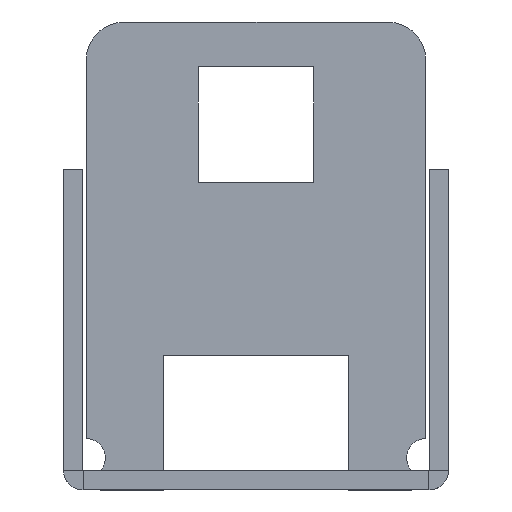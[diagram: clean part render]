
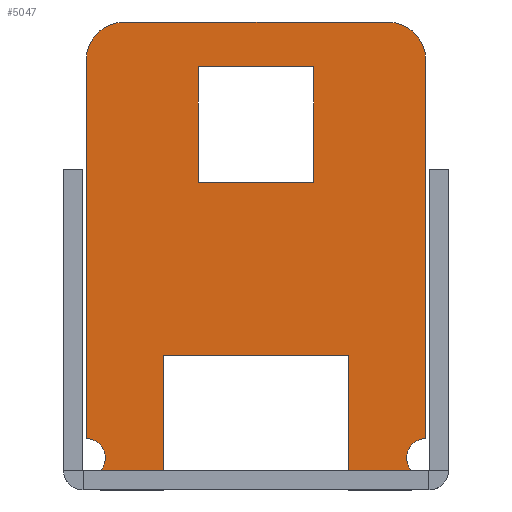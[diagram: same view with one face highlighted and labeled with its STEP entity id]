
A CAD part, left-side view. The second image highlights one B-rep face of the part: STEP entity #5047.
In plain terms, the highlighted planar face has unit normal (-1, 0, 0).
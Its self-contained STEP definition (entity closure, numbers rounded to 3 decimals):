
#190 = FACE_BOUND ( 'NONE', #2718, .T. ) ;
#368 = FACE_OUTER_BOUND ( 'NONE', #3052, .T. ) ;
#423 = CIRCLE ( 'NONE', #4833, 3. ) ;
#425 = VECTOR ( 'NONE', #1639, 1000. ) ;
#452 = VECTOR ( 'NONE', #1577, 1000. ) ;
#453 = LINE ( 'NONE', #1625, #679 ) ;
#465 = VECTOR ( 'NONE', #1564, 1000. ) ;
#466 = LINE ( 'NONE', #1603, #626 ) ;
#477 = CIRCLE ( 'NONE', #4829, 1.5 ) ;
#488 = LINE ( 'NONE', #1640, #425 ) ;
#518 = VECTOR ( 'NONE', #1591, 1000. ) ;
#519 = VECTOR ( 'NONE', #1614, 1000. ) ;
#528 = VECTOR ( 'NONE', #1562, 1000. ) ;
#531 = LINE ( 'NONE', #1615, #519 ) ;
#544 = LINE ( 'NONE', #1563, #528 ) ;
#548 = LINE ( 'NONE', #1565, #465 ) ;
#560 = CIRCLE ( 'NONE', #4831, 1.5 ) ;
#562 = LINE ( 'NONE', #1578, #452 ) ;
#577 = VECTOR ( 'NONE', #1596, 1000. ) ;
#578 = VECTOR ( 'NONE', #1626, 1000. ) ;
#589 = LINE ( 'NONE', #1630, #578 ) ;
#613 = LINE ( 'NONE', #1595, #518 ) ;
#626 = VECTOR ( 'NONE', #1600, 1000. ) ;
#637 = VECTOR ( 'NONE', #1573, 1000. ) ;
#651 = LINE ( 'NONE', #1574, #637 ) ;
#664 = VECTOR ( 'NONE', #1575, 1000. ) ;
#665 = LINE ( 'NONE', #1601, #577 ) ;
#678 = LINE ( 'NONE', #1576, #664 ) ;
#679 = VECTOR ( 'NONE', #1604, 1000. ) ;
#682 = CIRCLE ( 'NONE', #4820, 3. ) ;
#970 = CARTESIAN_POINT ( 'NONE',  ( 96.25, 4.5, 24. ) ) ;
#973 = CARTESIAN_POINT ( 'NONE',  ( 96.25, -4.5, 24. ) ) ;
#1196 = CARTESIAN_POINT ( 'NONE',  ( 96.25, 12.127, 1.51 ) ) ;
#1200 = CARTESIAN_POINT ( 'NONE',  ( 96.25, 13.25, 4.004 ) ) ;
#1210 = CARTESIAN_POINT ( 'NONE',  ( 96.25, 13.25, 33.5 ) ) ;
#1218 = CARTESIAN_POINT ( 'NONE',  ( 96.25, -7.25, 10.5 ) ) ;
#1219 = CARTESIAN_POINT ( 'NONE',  ( 96.25, -13.25, 4.004 ) ) ;
#1222 = CARTESIAN_POINT ( 'NONE',  ( 96.25, 4.5, 33. ) ) ;
#1225 = CARTESIAN_POINT ( 'NONE',  ( 96.25, 10.25, 36.5 ) ) ;
#1227 = CARTESIAN_POINT ( 'NONE',  ( 96.25, 7.25, 10.5 ) ) ;
#1233 = CARTESIAN_POINT ( 'NONE',  ( 96.25, 7.25, 1.51 ) ) ;
#1235 = CARTESIAN_POINT ( 'NONE',  ( 96.25, -12.127, 1.51 ) ) ;
#1236 = CARTESIAN_POINT ( 'NONE',  ( 96.25, -7.25, 1.51 ) ) ;
#1241 = CARTESIAN_POINT ( 'NONE',  ( 96.25, -4.5, 33. ) ) ;
#1246 = CARTESIAN_POINT ( 'NONE',  ( 96.25, -13.25, 33.5 ) ) ;
#1250 = CARTESIAN_POINT ( 'NONE',  ( 96.25, -10.25, 36.5 ) ) ;
#1560 = DIRECTION ( 'NONE',  ( 0., 0., -1. ) ) ;
#1561 = DIRECTION ( 'NONE',  ( -1., 0., 0. ) ) ;
#1562 = DIRECTION ( 'NONE',  ( 0., 0., 1. ) ) ;
#1563 = CARTESIAN_POINT ( 'NONE',  ( 96.25, -7.25, -15.5 ) ) ;
#1564 = DIRECTION ( 'NONE',  ( 0., 0., -1. ) ) ;
#1565 = CARTESIAN_POINT ( 'NONE',  ( 96.25, 7.25, -15.5 ) ) ;
#1566 = DIRECTION ( 'NONE',  ( 0., 0., 1. ) ) ;
#1567 = DIRECTION ( 'NONE',  ( -1., 0., 0. ) ) ;
#1569 = CARTESIAN_POINT ( 'NONE',  ( 96.25, 13.25, 2.504 ) ) ;
#1572 = CARTESIAN_POINT ( 'NONE',  ( 96.25, -13.25, 2.504 ) ) ;
#1573 = DIRECTION ( 'NONE',  ( 0., 0., 1. ) ) ;
#1574 = CARTESIAN_POINT ( 'NONE',  ( 96.25, 4.5, 33. ) ) ;
#1575 = DIRECTION ( 'NONE',  ( 0., -1., 0. ) ) ;
#1576 = CARTESIAN_POINT ( 'NONE',  ( 96.25, 4.5, 33. ) ) ;
#1577 = DIRECTION ( 'NONE',  ( 0., 0., -1. ) ) ;
#1578 = CARTESIAN_POINT ( 'NONE',  ( 96.25, -4.5, 33. ) ) ;
#1579 = DIRECTION ( 'NONE',  ( 0., 0., 1. ) ) ;
#1580 = DIRECTION ( 'NONE',  ( -1., 0., 0. ) ) ;
#1581 = CARTESIAN_POINT ( 'NONE',  ( 96.25, -10.25, 33.5 ) ) ;
#1587 = DIRECTION ( 'NONE',  ( 0., 0., 1. ) ) ;
#1588 = DIRECTION ( 'NONE',  ( -1., 0., 0. ) ) ;
#1591 = DIRECTION ( 'NONE',  ( 0., -1., 0. ) ) ;
#1592 = CARTESIAN_POINT ( 'NONE',  ( 96.25, 10.25, 33.5 ) ) ;
#1595 = CARTESIAN_POINT ( 'NONE',  ( 96.25, -13.25, 36.5 ) ) ;
#1596 = DIRECTION ( 'NONE',  ( 0., 1., 0. ) ) ;
#1600 = DIRECTION ( 'NONE',  ( 0., 0., 1. ) ) ;
#1601 = CARTESIAN_POINT ( 'NONE',  ( 96.25, 4.5, 24. ) ) ;
#1603 = CARTESIAN_POINT ( 'NONE',  ( 96.25, 13.25, 36.5 ) ) ;
#1604 = DIRECTION ( 'NONE',  ( 0., 0., -1. ) ) ;
#1614 = DIRECTION ( 'NONE',  ( 0., 1., 0. ) ) ;
#1615 = CARTESIAN_POINT ( 'NONE',  ( 96.25, -13.25, 1.51 ) ) ;
#1625 = CARTESIAN_POINT ( 'NONE',  ( 96.25, -13.25, 1.5 ) ) ;
#1626 = DIRECTION ( 'NONE',  ( 0., 1., 0. ) ) ;
#1630 = CARTESIAN_POINT ( 'NONE',  ( 96.25, 7.25, 10.5 ) ) ;
#1639 = DIRECTION ( 'NONE',  ( 0., 1., 0. ) ) ;
#1640 = CARTESIAN_POINT ( 'NONE',  ( 96.25, -13.25, 1.51 ) ) ;
#1948 = DIRECTION ( 'NONE',  ( 0., 0., 1. ) ) ;
#1949 = DIRECTION ( 'NONE',  ( -1., 0., 0. ) ) ;
#1952 = PLANE ( 'NONE',  #4723 ) ;
#1953 = CARTESIAN_POINT ( 'NONE',  ( 96.25, 13.25, 1.5 ) ) ;
#2387 = EDGE_CURVE ( 'NONE', #4089, #4117, #488, .T. ) ;
#2392 = EDGE_CURVE ( 'NONE', #4102, #4094, #589, .T. ) ;
#2397 = EDGE_CURVE ( 'NONE', #4087, #4086, #531, .T. ) ;
#2402 = EDGE_CURVE ( 'NONE', #4078, #4101, #453, .T. ) ;
#2404 = EDGE_CURVE ( 'NONE', #4113, #4109, #466, .T. ) ;
#2406 = EDGE_CURVE ( 'NONE', #4119, #4118, #665, .T. ) ;
#2408 = EDGE_CURVE ( 'NONE', #4095, #4074, #613, .T. ) ;
#2410 = EDGE_CURVE ( 'NONE', #4095, #4109, #423, .T. ) ;
#2414 = EDGE_CURVE ( 'NONE', #4078, #4074, #682, .T. ) ;
#2415 = EDGE_CURVE ( 'NONE', #4082, #4119, #562, .T. ) ;
#2416 = EDGE_CURVE ( 'NONE', #4098, #4082, #678, .T. ) ;
#2417 = EDGE_CURVE ( 'NONE', #4118, #4098, #651, .T. ) ;
#2419 = EDGE_CURVE ( 'NONE', #4117, #4113, #560, .T. ) ;
#2420 = EDGE_CURVE ( 'NONE', #4094, #4089, #548, .T. ) ;
#2421 = EDGE_CURVE ( 'NONE', #4086, #4102, #544, .T. ) ;
#2422 = EDGE_CURVE ( 'NONE', #4101, #4087, #477, .T. ) ;
#2568 = ORIENTED_EDGE ( 'NONE', *, *, #2397, .F. ) ;
#2601 = ORIENTED_EDGE ( 'NONE', *, *, #2404, .F. ) ;
#2613 = ORIENTED_EDGE ( 'NONE', *, *, #2416, .T. ) ;
#2657 = ORIENTED_EDGE ( 'NONE', *, *, #2392, .F. ) ;
#2669 = ORIENTED_EDGE ( 'NONE', *, *, #2402, .F. ) ;
#2718 = EDGE_LOOP ( 'NONE', ( #2613, #3263, #3059, #3335 ) ) ;
#2797 = ORIENTED_EDGE ( 'NONE', *, *, #2421, .F. ) ;
#2810 = ORIENTED_EDGE ( 'NONE', *, *, #2414, .T. ) ;
#2891 = ORIENTED_EDGE ( 'NONE', *, *, #2408, .F. ) ;
#2939 = ORIENTED_EDGE ( 'NONE', *, *, #2410, .T. ) ;
#2963 = ORIENTED_EDGE ( 'NONE', *, *, #2422, .F. ) ;
#3052 = EDGE_LOOP ( 'NONE', ( #2669, #2810, #2891, #2939, #2601, #3186, #3246, #3515, #2657, #2797, #2568, #2963 ) ) ;
#3059 = ORIENTED_EDGE ( 'NONE', *, *, #2406, .T. ) ;
#3186 = ORIENTED_EDGE ( 'NONE', *, *, #2419, .F. ) ;
#3246 = ORIENTED_EDGE ( 'NONE', *, *, #2387, .F. ) ;
#3263 = ORIENTED_EDGE ( 'NONE', *, *, #2415, .T. ) ;
#3335 = ORIENTED_EDGE ( 'NONE', *, *, #2417, .T. ) ;
#3515 = ORIENTED_EDGE ( 'NONE', *, *, #2420, .F. ) ;
#4074 = VERTEX_POINT ( 'NONE', #1250 ) ;
#4078 = VERTEX_POINT ( 'NONE', #1246 ) ;
#4082 = VERTEX_POINT ( 'NONE', #1241 ) ;
#4086 = VERTEX_POINT ( 'NONE', #1236 ) ;
#4087 = VERTEX_POINT ( 'NONE', #1235 ) ;
#4089 = VERTEX_POINT ( 'NONE', #1233 ) ;
#4094 = VERTEX_POINT ( 'NONE', #1227 ) ;
#4095 = VERTEX_POINT ( 'NONE', #1225 ) ;
#4098 = VERTEX_POINT ( 'NONE', #1222 ) ;
#4101 = VERTEX_POINT ( 'NONE', #1219 ) ;
#4102 = VERTEX_POINT ( 'NONE', #1218 ) ;
#4109 = VERTEX_POINT ( 'NONE', #1210 ) ;
#4113 = VERTEX_POINT ( 'NONE', #1200 ) ;
#4117 = VERTEX_POINT ( 'NONE', #1196 ) ;
#4118 = VERTEX_POINT ( 'NONE', #970 ) ;
#4119 = VERTEX_POINT ( 'NONE', #973 ) ;
#4723 = AXIS2_PLACEMENT_3D ( 'NONE', #1953, #1949, #1948 ) ;
#4820 = AXIS2_PLACEMENT_3D ( 'NONE', #1581, #1580, #1579 ) ;
#4829 = AXIS2_PLACEMENT_3D ( 'NONE', #1572, #1561, #1560 ) ;
#4831 = AXIS2_PLACEMENT_3D ( 'NONE', #1569, #1567, #1566 ) ;
#4833 = AXIS2_PLACEMENT_3D ( 'NONE', #1592, #1588, #1587 ) ;
#5047 = ADVANCED_FACE ( 'NONE', ( #190, #368 ), #1952, .T. ) ;
